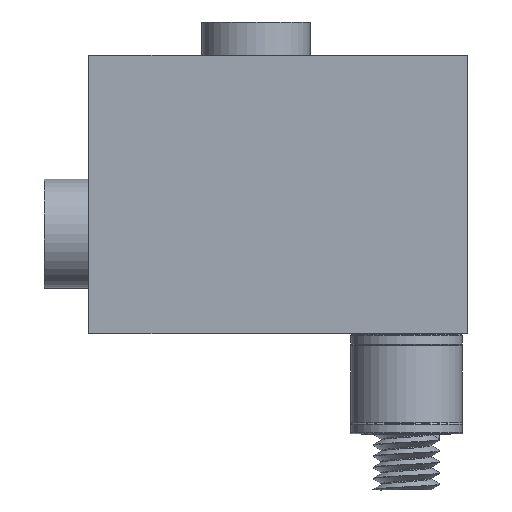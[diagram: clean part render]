
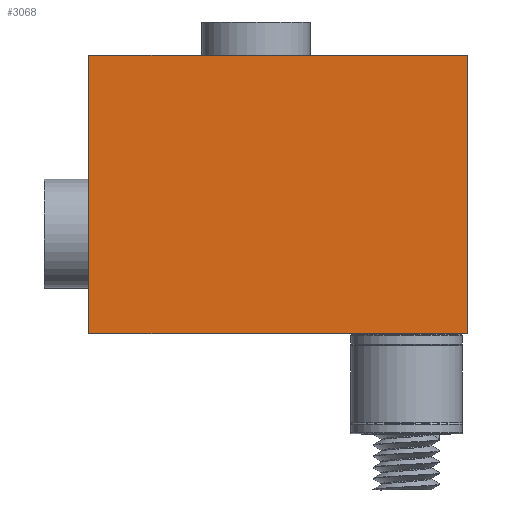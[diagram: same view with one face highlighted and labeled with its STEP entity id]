
A CAD part, left-side view. The second image highlights one B-rep face of the part: STEP entity #3068.
In plain terms, the highlighted planar face has unit normal (-1, 0, 0).
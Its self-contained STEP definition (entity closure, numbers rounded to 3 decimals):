
#26 = PLANE ( 'NONE',  #2208 ) ;
#181 = CARTESIAN_POINT ( 'NONE',  ( 0., 0., 0. ) ) ;
#198 = ORIENTED_EDGE ( 'NONE', *, *, #2268, .T. ) ;
#254 = VECTOR ( 'NONE', #3033, 1000. ) ;
#255 = CARTESIAN_POINT ( 'NONE',  ( 0., 0., 25. ) ) ;
#336 = LINE ( 'NONE', #2303, #2859 ) ;
#532 = DIRECTION ( 'NONE',  ( 0., -1., 0. ) ) ;
#755 = VERTEX_POINT ( 'NONE', #2226 ) ;
#841 = DIRECTION ( 'NONE',  ( 0., -1., 0. ) ) ;
#854 = LINE ( 'NONE', #1052, #2059 ) ;
#859 = CARTESIAN_POINT ( 'NONE',  ( 0., 34., 25. ) ) ;
#927 = ORIENTED_EDGE ( 'NONE', *, *, #2638, .F. ) ;
#986 = LINE ( 'NONE', #2793, #254 ) ;
#995 = DIRECTION ( 'NONE',  ( 1., 0., 0. ) ) ;
#1013 = LINE ( 'NONE', #2233, #2889 ) ;
#1052 = CARTESIAN_POINT ( 'NONE',  ( 0., 34., 25. ) ) ;
#1319 = EDGE_CURVE ( 'NONE', #2801, #1711, #1013, .T. ) ;
#1677 = EDGE_LOOP ( 'NONE', ( #1681, #2729, #927, #198 ) ) ;
#1681 = ORIENTED_EDGE ( 'NONE', *, *, #1319, .T. ) ;
#1711 = VERTEX_POINT ( 'NONE', #181 ) ;
#1999 = DIRECTION ( 'NONE',  ( 0., 0., -1. ) ) ;
#2059 = VECTOR ( 'NONE', #1999, 1000. ) ;
#2072 = CARTESIAN_POINT ( 'NONE',  ( 0., 34., 0. ) ) ;
#2208 = AXIS2_PLACEMENT_3D ( 'NONE', #255, #995, #2701 ) ;
#2226 = CARTESIAN_POINT ( 'NONE',  ( 0., 0., 25. ) ) ;
#2233 = CARTESIAN_POINT ( 'NONE',  ( 0., 0., 0. ) ) ;
#2268 = EDGE_CURVE ( 'NONE', #2413, #2801, #854, .T. ) ;
#2303 = CARTESIAN_POINT ( 'NONE',  ( 0., 0., 25. ) ) ;
#2413 = VERTEX_POINT ( 'NONE', #859 ) ;
#2638 = EDGE_CURVE ( 'NONE', #2413, #755, #336, .T. ) ;
#2675 = EDGE_CURVE ( 'NONE', #755, #1711, #986, .T. ) ;
#2701 = DIRECTION ( 'NONE',  ( 0., 0., -1. ) ) ;
#2729 = ORIENTED_EDGE ( 'NONE', *, *, #2675, .F. ) ;
#2793 = CARTESIAN_POINT ( 'NONE',  ( 0., 0., 25. ) ) ;
#2801 = VERTEX_POINT ( 'NONE', #2072 ) ;
#2859 = VECTOR ( 'NONE', #841, 1000. ) ;
#2889 = VECTOR ( 'NONE', #532, 1000. ) ;
#3033 = DIRECTION ( 'NONE',  ( 0., 0., -1. ) ) ;
#3068 = ADVANCED_FACE ( 'NONE', ( #3140 ), #26, .F. ) ;
#3140 = FACE_OUTER_BOUND ( 'NONE', #1677, .T. ) ;
